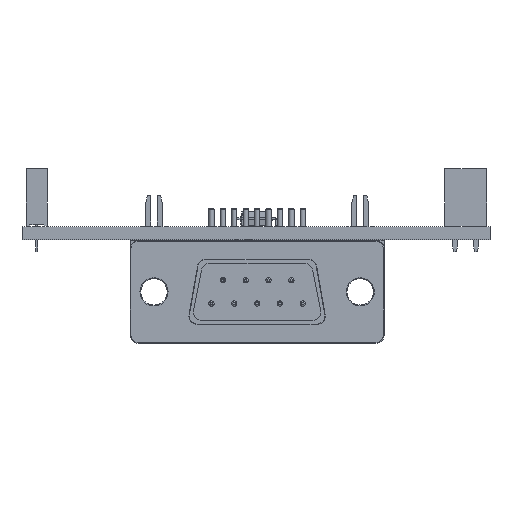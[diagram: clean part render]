
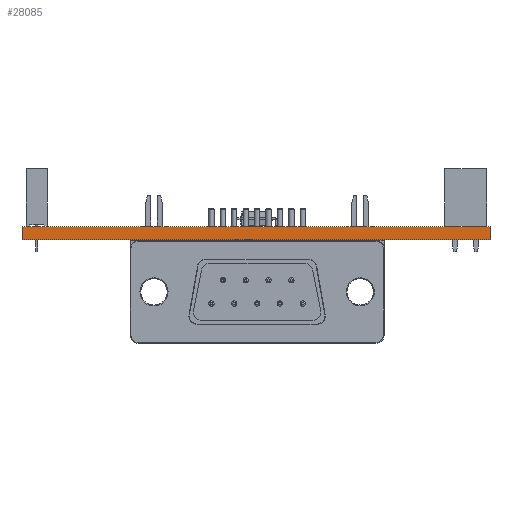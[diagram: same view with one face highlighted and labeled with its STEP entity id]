
A CAD part, front view. The second image highlights one B-rep face of the part: STEP entity #28085.
In plain terms, the highlighted planar face has unit normal (0, -1, 0).
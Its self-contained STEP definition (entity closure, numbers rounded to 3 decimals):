
#28085 = ADVANCED_FACE('',(#28086),#28100,.F.);
#28086 = FACE_BOUND('',#28087,.F.);
#28087 = EDGE_LOOP('',(#28088,#28123,#28151,#28179));
#28088 = ORIENTED_EDGE('',*,*,#28089,.T.);
#28089 = EDGE_CURVE('',#28090,#28092,#28094,.T.);
#28090 = VERTEX_POINT('',#28091);
#28091 = CARTESIAN_POINT('',(54.305,-142.748,0.));
#28092 = VERTEX_POINT('',#28093);
#28093 = CARTESIAN_POINT('',(54.305,-142.748,1.6));
#28094 = SURFACE_CURVE('',#28095,(#28099,#28111),.PCURVE_S1.);
#28095 = LINE('',#28096,#28097);
#28096 = CARTESIAN_POINT('',(54.305,-142.748,0.));
#28097 = VECTOR('',#28098,1.);
#28098 = DIRECTION('',(0.,0.,1.));
#28099 = PCURVE('',#28100,#28105);
#28100 = PLANE('',#28101);
#28101 = AXIS2_PLACEMENT_3D('',#28102,#28103,#28104);
#28102 = CARTESIAN_POINT('',(54.305,-142.748,0.));
#28103 = DIRECTION('',(0.,1.,0.));
#28104 = DIRECTION('',(1.,0.,0.));
#28105 = DEFINITIONAL_REPRESENTATION('',(#28106),#28110);
#28106 = LINE('',#28107,#28108);
#28107 = CARTESIAN_POINT('',(0.,0.));
#28108 = VECTOR('',#28109,1.);
#28109 = DIRECTION('',(0.,-1.));
#28110 = ( GEOMETRIC_REPRESENTATION_CONTEXT(2) 
PARAMETRIC_REPRESENTATION_CONTEXT() REPRESENTATION_CONTEXT('2D SPACE',''
  ) );
#28111 = PCURVE('',#28112,#28117);
#28112 = PLANE('',#28113);
#28113 = AXIS2_PLACEMENT_3D('',#28114,#28115,#28116);
#28114 = CARTESIAN_POINT('',(54.305,-60.401,0.));
#28115 = DIRECTION('',(1.,0.,-0.));
#28116 = DIRECTION('',(0.,-1.,0.));
#28117 = DEFINITIONAL_REPRESENTATION('',(#28118),#28122);
#28118 = LINE('',#28119,#28120);
#28119 = CARTESIAN_POINT('',(82.347,0.));
#28120 = VECTOR('',#28121,1.);
#28121 = DIRECTION('',(0.,-1.));
#28122 = ( GEOMETRIC_REPRESENTATION_CONTEXT(2) 
PARAMETRIC_REPRESENTATION_CONTEXT() REPRESENTATION_CONTEXT('2D SPACE',''
  ) );
#28123 = ORIENTED_EDGE('',*,*,#28124,.T.);
#28124 = EDGE_CURVE('',#28092,#28125,#28127,.T.);
#28125 = VERTEX_POINT('',#28126);
#28126 = CARTESIAN_POINT('',(111.049,-142.748,1.6));
#28127 = SURFACE_CURVE('',#28128,(#28132,#28139),.PCURVE_S1.);
#28128 = LINE('',#28129,#28130);
#28129 = CARTESIAN_POINT('',(54.305,-142.748,1.6));
#28130 = VECTOR('',#28131,1.);
#28131 = DIRECTION('',(1.,0.,0.));
#28132 = PCURVE('',#28100,#28133);
#28133 = DEFINITIONAL_REPRESENTATION('',(#28134),#28138);
#28134 = LINE('',#28135,#28136);
#28135 = CARTESIAN_POINT('',(0.,-1.6));
#28136 = VECTOR('',#28137,1.);
#28137 = DIRECTION('',(1.,0.));
#28138 = ( GEOMETRIC_REPRESENTATION_CONTEXT(2) 
PARAMETRIC_REPRESENTATION_CONTEXT() REPRESENTATION_CONTEXT('2D SPACE',''
  ) );
#28139 = PCURVE('',#28140,#28145);
#28140 = PLANE('',#28141);
#28141 = AXIS2_PLACEMENT_3D('',#28142,#28143,#28144);
#28142 = CARTESIAN_POINT('',(82.677,-101.575,1.6));
#28143 = DIRECTION('',(0.,0.,1.));
#28144 = DIRECTION('',(1.,0.,-0.));
#28145 = DEFINITIONAL_REPRESENTATION('',(#28146),#28150);
#28146 = LINE('',#28147,#28148);
#28147 = CARTESIAN_POINT('',(-28.372,-41.173));
#28148 = VECTOR('',#28149,1.);
#28149 = DIRECTION('',(1.,0.));
#28150 = ( GEOMETRIC_REPRESENTATION_CONTEXT(2) 
PARAMETRIC_REPRESENTATION_CONTEXT() REPRESENTATION_CONTEXT('2D SPACE',''
  ) );
#28151 = ORIENTED_EDGE('',*,*,#28152,.F.);
#28152 = EDGE_CURVE('',#28153,#28125,#28155,.T.);
#28153 = VERTEX_POINT('',#28154);
#28154 = CARTESIAN_POINT('',(111.049,-142.748,0.));
#28155 = SURFACE_CURVE('',#28156,(#28160,#28167),.PCURVE_S1.);
#28156 = LINE('',#28157,#28158);
#28157 = CARTESIAN_POINT('',(111.049,-142.748,0.));
#28158 = VECTOR('',#28159,1.);
#28159 = DIRECTION('',(0.,0.,1.));
#28160 = PCURVE('',#28100,#28161);
#28161 = DEFINITIONAL_REPRESENTATION('',(#28162),#28166);
#28162 = LINE('',#28163,#28164);
#28163 = CARTESIAN_POINT('',(56.744,0.));
#28164 = VECTOR('',#28165,1.);
#28165 = DIRECTION('',(0.,-1.));
#28166 = ( GEOMETRIC_REPRESENTATION_CONTEXT(2) 
PARAMETRIC_REPRESENTATION_CONTEXT() REPRESENTATION_CONTEXT('2D SPACE',''
  ) );
#28167 = PCURVE('',#28168,#28173);
#28168 = PLANE('',#28169);
#28169 = AXIS2_PLACEMENT_3D('',#28170,#28171,#28172);
#28170 = CARTESIAN_POINT('',(111.049,-142.748,0.));
#28171 = DIRECTION('',(-1.,0.,0.));
#28172 = DIRECTION('',(0.,1.,0.));
#28173 = DEFINITIONAL_REPRESENTATION('',(#28174),#28178);
#28174 = LINE('',#28175,#28176);
#28175 = CARTESIAN_POINT('',(0.,0.));
#28176 = VECTOR('',#28177,1.);
#28177 = DIRECTION('',(0.,-1.));
#28178 = ( GEOMETRIC_REPRESENTATION_CONTEXT(2) 
PARAMETRIC_REPRESENTATION_CONTEXT() REPRESENTATION_CONTEXT('2D SPACE',''
  ) );
#28179 = ORIENTED_EDGE('',*,*,#28180,.F.);
#28180 = EDGE_CURVE('',#28090,#28153,#28181,.T.);
#28181 = SURFACE_CURVE('',#28182,(#28186,#28193),.PCURVE_S1.);
#28182 = LINE('',#28183,#28184);
#28183 = CARTESIAN_POINT('',(54.305,-142.748,0.));
#28184 = VECTOR('',#28185,1.);
#28185 = DIRECTION('',(1.,0.,0.));
#28186 = PCURVE('',#28100,#28187);
#28187 = DEFINITIONAL_REPRESENTATION('',(#28188),#28192);
#28188 = LINE('',#28189,#28190);
#28189 = CARTESIAN_POINT('',(0.,0.));
#28190 = VECTOR('',#28191,1.);
#28191 = DIRECTION('',(1.,0.));
#28192 = ( GEOMETRIC_REPRESENTATION_CONTEXT(2) 
PARAMETRIC_REPRESENTATION_CONTEXT() REPRESENTATION_CONTEXT('2D SPACE',''
  ) );
#28193 = PCURVE('',#28194,#28199);
#28194 = PLANE('',#28195);
#28195 = AXIS2_PLACEMENT_3D('',#28196,#28197,#28198);
#28196 = CARTESIAN_POINT('',(82.677,-101.575,0.));
#28197 = DIRECTION('',(0.,0.,1.));
#28198 = DIRECTION('',(1.,0.,-0.));
#28199 = DEFINITIONAL_REPRESENTATION('',(#28200),#28204);
#28200 = LINE('',#28201,#28202);
#28201 = CARTESIAN_POINT('',(-28.372,-41.173));
#28202 = VECTOR('',#28203,1.);
#28203 = DIRECTION('',(1.,0.));
#28204 = ( GEOMETRIC_REPRESENTATION_CONTEXT(2) 
PARAMETRIC_REPRESENTATION_CONTEXT() REPRESENTATION_CONTEXT('2D SPACE',''
  ) );
